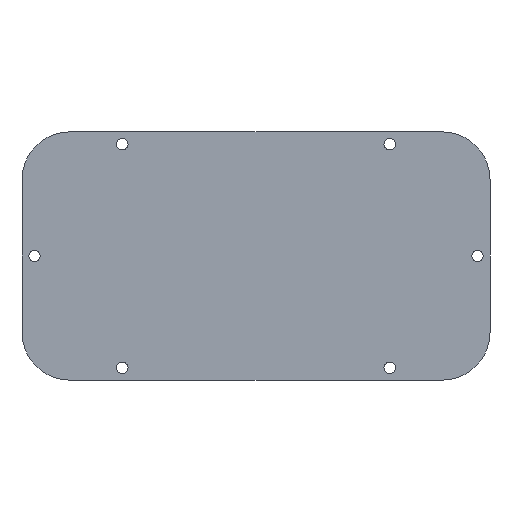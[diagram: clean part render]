
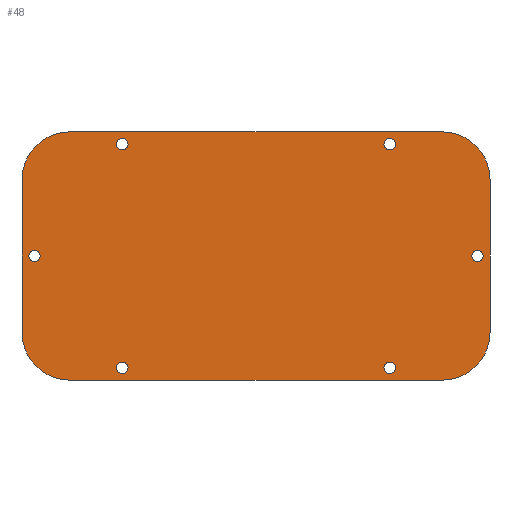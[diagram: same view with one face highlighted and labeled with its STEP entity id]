
A CAD part, front view. The second image highlights one B-rep face of the part: STEP entity #48.
In plain terms, the highlighted planar face has unit normal (0, -1, 0).
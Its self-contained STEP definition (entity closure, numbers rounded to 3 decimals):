
#48=ADVANCED_FACE('',(#79,#80,#81,#82,#83,#84,#85),#86,.F.);
#79=FACE_OUTER_BOUND('',#135,.T.);
#80=FACE_BOUND('',#136,.T.);
#81=FACE_BOUND('',#137,.T.);
#82=FACE_BOUND('',#138,.T.);
#83=FACE_BOUND('',#139,.T.);
#84=FACE_BOUND('',#140,.T.);
#85=FACE_BOUND('',#141,.T.);
#86=PLANE('',#142);
#135=EDGE_LOOP('',(#211,#212,#213,#214,#215,#216,#217,#218));
#136=EDGE_LOOP('',(#219,#220));
#137=EDGE_LOOP('',(#221,#222));
#138=EDGE_LOOP('',(#223,#224));
#139=EDGE_LOOP('',(#225,#226));
#140=EDGE_LOOP('',(#227,#228));
#141=EDGE_LOOP('',(#229,#230));
#142=AXIS2_PLACEMENT_3D('',#231,#232,#233);
#211=ORIENTED_EDGE('',*,*,#390,.F.);
#212=ORIENTED_EDGE('',*,*,#391,.F.);
#213=ORIENTED_EDGE('',*,*,#392,.F.);
#214=ORIENTED_EDGE('',*,*,#393,.F.);
#215=ORIENTED_EDGE('',*,*,#394,.F.);
#216=ORIENTED_EDGE('',*,*,#395,.F.);
#217=ORIENTED_EDGE('',*,*,#396,.F.);
#218=ORIENTED_EDGE('',*,*,#389,.F.);
#219=ORIENTED_EDGE('',*,*,#397,.T.);
#220=ORIENTED_EDGE('',*,*,#398,.T.);
#221=ORIENTED_EDGE('',*,*,#399,.T.);
#222=ORIENTED_EDGE('',*,*,#400,.T.);
#223=ORIENTED_EDGE('',*,*,#401,.T.);
#224=ORIENTED_EDGE('',*,*,#402,.T.);
#225=ORIENTED_EDGE('',*,*,#403,.F.);
#226=ORIENTED_EDGE('',*,*,#404,.F.);
#227=ORIENTED_EDGE('',*,*,#405,.F.);
#228=ORIENTED_EDGE('',*,*,#406,.F.);
#229=ORIENTED_EDGE('',*,*,#407,.F.);
#230=ORIENTED_EDGE('',*,*,#408,.F.);
#231=CARTESIAN_POINT('',(0.0,0.0,0.0));
#232=DIRECTION('',(-0.0,1.0,0.0));
#233=DIRECTION('',(1.0,0.0,0.0));
#389=EDGE_CURVE('',#469,#467,#471,.T.);
#390=EDGE_CURVE('',#472,#469,#473,.T.);
#391=EDGE_CURVE('',#474,#472,#475,.T.);
#392=EDGE_CURVE('',#476,#474,#477,.T.);
#393=EDGE_CURVE('',#478,#476,#479,.T.);
#394=EDGE_CURVE('',#480,#478,#481,.T.);
#395=EDGE_CURVE('',#482,#480,#483,.T.);
#396=EDGE_CURVE('',#467,#482,#484,.T.);
#397=EDGE_CURVE('',#485,#486,#487,.T.);
#398=EDGE_CURVE('',#486,#485,#488,.T.);
#399=EDGE_CURVE('',#489,#490,#491,.T.);
#400=EDGE_CURVE('',#490,#489,#492,.T.);
#401=EDGE_CURVE('',#493,#494,#495,.T.);
#402=EDGE_CURVE('',#494,#493,#496,.T.);
#403=EDGE_CURVE('',#497,#498,#499,.T.);
#404=EDGE_CURVE('',#498,#497,#500,.T.);
#405=EDGE_CURVE('',#501,#502,#503,.T.);
#406=EDGE_CURVE('',#502,#501,#504,.T.);
#407=EDGE_CURVE('',#505,#506,#507,.T.);
#408=EDGE_CURVE('',#506,#505,#508,.T.);
#467=VERTEX_POINT('',#571);
#469=VERTEX_POINT('',#574);
#471=LINE('',#577,#578);
#472=VERTEX_POINT('',#579);
#473=CIRCLE('',#580,25.0);
#474=VERTEX_POINT('',#581);
#475=LINE('',#582,#583);
#476=VERTEX_POINT('',#584);
#477=CIRCLE('',#585,25.0);
#478=VERTEX_POINT('',#586);
#479=LINE('',#587,#588);
#480=VERTEX_POINT('',#589);
#481=CIRCLE('',#590,25.0);
#482=VERTEX_POINT('',#591);
#483=LINE('',#592,#593);
#484=CIRCLE('',#594,25.0);
#485=VERTEX_POINT('',#595);
#486=VERTEX_POINT('',#596);
#487=CIRCLE('',#597,3.0);
#488=CIRCLE('',#598,3.0);
#489=VERTEX_POINT('',#599);
#490=VERTEX_POINT('',#600);
#491=CIRCLE('',#601,3.0);
#492=CIRCLE('',#602,3.0);
#493=VERTEX_POINT('',#603);
#494=VERTEX_POINT('',#604);
#495=CIRCLE('',#605,3.0);
#496=CIRCLE('',#606,3.0);
#497=VERTEX_POINT('',#607);
#498=VERTEX_POINT('',#608);
#499=CIRCLE('',#609,3.0);
#500=CIRCLE('',#610,3.0);
#501=VERTEX_POINT('',#611);
#502=VERTEX_POINT('',#612);
#503=CIRCLE('',#613,3.0);
#504=CIRCLE('',#614,3.0);
#505=VERTEX_POINT('',#615);
#506=VERTEX_POINT('',#616);
#507=CIRCLE('',#617,3.0);
#508=CIRCLE('',#618,3.0);
#571=CARTESIAN_POINT('',(-122.5,0.0,40.0));
#574=CARTESIAN_POINT('',(-122.5,0.0,-40.0));
#577=CARTESIAN_POINT('',(-122.5,0.0,-40.0));
#578=VECTOR('',#709,80.0);
#579=CARTESIAN_POINT('',(-97.5,0.0,-65.0));
#580=AXIS2_PLACEMENT_3D('',#710,#711,#712);
#581=CARTESIAN_POINT('',(97.5,0.0,-65.0));
#582=CARTESIAN_POINT('',(97.5,0.0,-65.0));
#583=VECTOR('',#713,195.0);
#584=CARTESIAN_POINT('',(122.5,0.0,-40.0));
#585=AXIS2_PLACEMENT_3D('',#714,#715,#716);
#586=CARTESIAN_POINT('',(122.5,0.0,40.0));
#587=CARTESIAN_POINT('',(122.5,0.0,40.0));
#588=VECTOR('',#717,80.0);
#589=CARTESIAN_POINT('',(97.5,0.0,65.0));
#590=AXIS2_PLACEMENT_3D('',#718,#719,#720);
#591=CARTESIAN_POINT('',(-97.5,0.0,65.0));
#592=CARTESIAN_POINT('',(-97.5,0.0,65.0));
#593=VECTOR('',#721,195.0);
#594=AXIS2_PLACEMENT_3D('',#722,#723,#724);
#595=CARTESIAN_POINT('',(73.0,0.0,-58.5));
#596=CARTESIAN_POINT('',(67.0,0.0,-58.5));
#597=AXIS2_PLACEMENT_3D('',#725,#726,#727);
#598=AXIS2_PLACEMENT_3D('',#728,#729,#730);
#599=CARTESIAN_POINT('',(73.0,0.0,58.5));
#600=CARTESIAN_POINT('',(67.0,0.0,58.5));
#601=AXIS2_PLACEMENT_3D('',#731,#732,#733);
#602=AXIS2_PLACEMENT_3D('',#734,#735,#736);
#603=CARTESIAN_POINT('',(119.0,0.0,0.0));
#604=CARTESIAN_POINT('',(113.0,0.0,0.0));
#605=AXIS2_PLACEMENT_3D('',#737,#738,#739);
#606=AXIS2_PLACEMENT_3D('',#740,#741,#742);
#607=CARTESIAN_POINT('',(-119.0,0.0,0.0));
#608=CARTESIAN_POINT('',(-113.0,0.0,0.0));
#609=AXIS2_PLACEMENT_3D('',#743,#744,#745);
#610=AXIS2_PLACEMENT_3D('',#746,#747,#748);
#611=CARTESIAN_POINT('',(-73.0,0.0,-58.5));
#612=CARTESIAN_POINT('',(-67.0,0.0,-58.5));
#613=AXIS2_PLACEMENT_3D('',#749,#750,#751);
#614=AXIS2_PLACEMENT_3D('',#752,#753,#754);
#615=CARTESIAN_POINT('',(-73.0,0.0,58.5));
#616=CARTESIAN_POINT('',(-67.0,0.0,58.5));
#617=AXIS2_PLACEMENT_3D('',#755,#756,#757);
#618=AXIS2_PLACEMENT_3D('',#758,#759,#760);
#709=DIRECTION('',(0.0,0.0,1.0));
#710=CARTESIAN_POINT('',(-97.5,0.0,-40.0));
#711=DIRECTION('',(0.0,1.0,0.0));
#712=DIRECTION('',(0.,0.0,-1.0));
#713=DIRECTION('',(-1.0,0.0,0.0));
#714=CARTESIAN_POINT('',(97.5,0.0,-40.0));
#715=DIRECTION('',(-0.0,1.0,0.0));
#716=DIRECTION('',(1.0,0.0,0.0));
#717=DIRECTION('',(0.0,0.0,-1.0));
#718=CARTESIAN_POINT('',(97.5,0.0,40.0));
#719=DIRECTION('',(0.0,1.0,0.0));
#720=DIRECTION('',(0.0,0.0,1.0));
#721=DIRECTION('',(1.0,0.0,0.0));
#722=CARTESIAN_POINT('',(-97.5,0.0,40.0));
#723=DIRECTION('',(0.0,1.0,0.0));
#724=DIRECTION('',(-1.0,0.0,0.0));
#725=CARTESIAN_POINT('',(70.0,0.0,-58.5));
#726=DIRECTION('',(-0.0,1.0,0.0));
#727=DIRECTION('',(1.0,0.0,0.0));
#728=CARTESIAN_POINT('',(70.0,0.0,-58.5));
#729=DIRECTION('',(0.0,1.0,0.0));
#730=DIRECTION('',(-1.0,0.0,0.0));
#731=CARTESIAN_POINT('',(70.0,0.0,58.5));
#732=DIRECTION('',(-0.0,1.0,0.0));
#733=DIRECTION('',(1.0,0.0,0.0));
#734=CARTESIAN_POINT('',(70.0,0.0,58.5));
#735=DIRECTION('',(0.0,1.0,0.0));
#736=DIRECTION('',(-1.0,0.0,0.0));
#737=CARTESIAN_POINT('',(116.0,0.0,0.0));
#738=DIRECTION('',(-0.0,1.0,0.0));
#739=DIRECTION('',(1.0,0.0,0.0));
#740=CARTESIAN_POINT('',(116.0,0.0,0.0));
#741=DIRECTION('',(0.0,1.0,0.0));
#742=DIRECTION('',(-1.0,0.0,0.0));
#743=CARTESIAN_POINT('',(-116.0,0.0,0.0));
#744=DIRECTION('',(0.0,-1.0,0.0));
#745=DIRECTION('',(-1.0,0.0,0.0));
#746=CARTESIAN_POINT('',(-116.0,0.0,0.0));
#747=DIRECTION('',(0.0,-1.0,0.0));
#748=DIRECTION('',(1.0,0.0,0.0));
#749=CARTESIAN_POINT('',(-70.0,0.0,-58.5));
#750=DIRECTION('',(0.0,-1.0,0.0));
#751=DIRECTION('',(-1.0,0.0,0.0));
#752=CARTESIAN_POINT('',(-70.0,0.0,-58.5));
#753=DIRECTION('',(0.0,-1.0,0.0));
#754=DIRECTION('',(1.0,0.0,0.0));
#755=CARTESIAN_POINT('',(-70.0,0.0,58.5));
#756=DIRECTION('',(0.0,-1.0,0.0));
#757=DIRECTION('',(-1.0,0.0,0.0));
#758=CARTESIAN_POINT('',(-70.0,0.0,58.5));
#759=DIRECTION('',(0.0,-1.0,0.0));
#760=DIRECTION('',(1.0,0.0,0.0));
